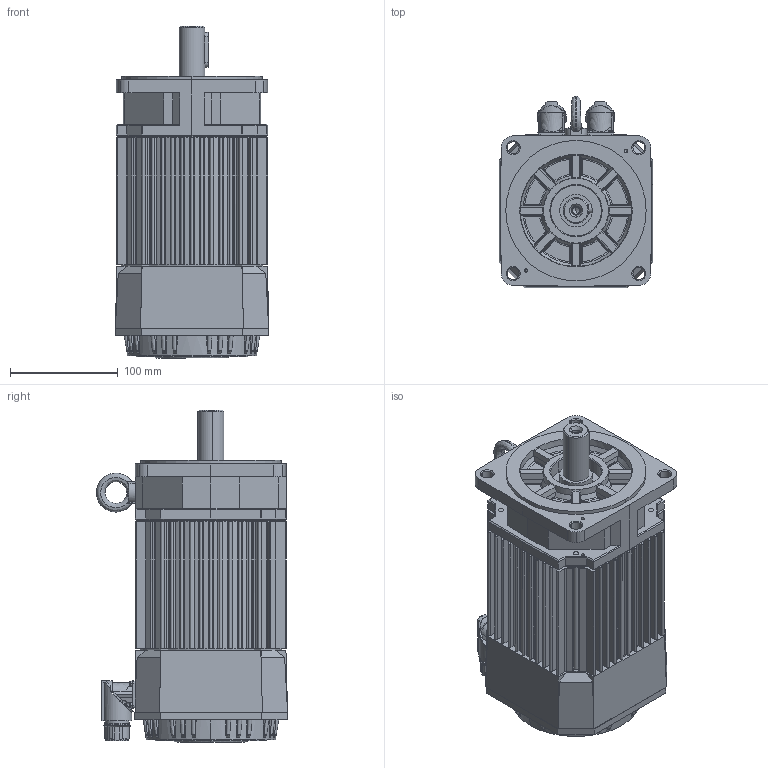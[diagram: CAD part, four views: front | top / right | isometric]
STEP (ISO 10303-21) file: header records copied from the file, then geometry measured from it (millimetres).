
FILE_DESCRIPTION((''),'2;1');
FILE_NAME('BL-142 - Basic 0E.stp','2014-04-03T08:43:12',('arodrigo'),(''),'Autodesk Inventor 9','Autodesk Inventor 9','');
FILE_SCHEMA(('AUTOMOTIVE_DESIGN { 1 0 10303 214 1 1 1 1 }'));
Length unit declared in the file: millimetre
Products named in the file (1): Pieza1
Bounding box: 142.03 x 177.01 x 307.5 mm (x, y, z)
Volume: 4146775 mm3; surface area: 351809.6 mm2
Topology: 1 solids, 5 shells, 2087 faces, 5643 edges, 3511 vertices
Faces by surface type: plane 898, cylinder 603, bspline 354, cone 94, torus 76, sphere 62
Entity records: 73825 total; most frequent: CARTESIAN_POINT 22511, ORIENTED_EDGE 11022, DIRECTION 10637, EDGE_CURVE 5511, AXIS2_PLACEMENT_3D 4038, VERTEX_POINT 3511, VECTOR 2561, LINE 2561
